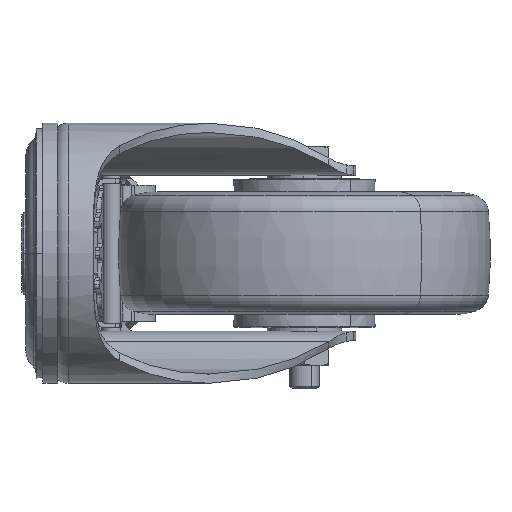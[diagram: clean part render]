
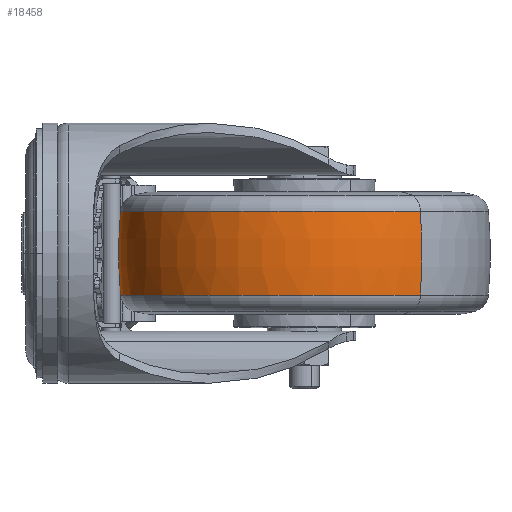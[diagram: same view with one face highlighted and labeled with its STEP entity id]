
A CAD part, left-side view. The second image highlights one B-rep face of the part: STEP entity #18458.
In plain terms, the highlighted toroidal (fillet/blend) face has major radius 75 mm and minor radius 125 mm.
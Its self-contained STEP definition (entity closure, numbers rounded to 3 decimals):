
#126 = TOROIDAL_SURFACE ( 'NONE', #39742, -75., 125. ) ;
#224 = DIRECTION ( 'NONE',  ( 0., 0., -1. ) ) ;
#765 = VERTEX_POINT ( 'NONE', #65324 ) ;
#1890 = CARTESIAN_POINT ( 'NONE',  ( -20.184, -123.324, 0. ) ) ;
#3770 = VERTEX_POINT ( 'NONE', #10307 ) ;
#3897 = CIRCLE ( 'NONE', #23196, 49.492 ) ;
#5995 = CIRCLE ( 'NONE', #45586, 125. ) ;
#6740 = VERTEX_POINT ( 'NONE', #39584 ) ;
#10307 = CARTESIAN_POINT ( 'NONE',  ( -0.396, -107.229, -11.255 ) ) ;
#12267 = DIRECTION ( 'NONE',  ( -0.631, 0.776, 0. ) ) ;
#14247 = EDGE_CURVE ( 'NONE', #6740, #54462, #25549, .T. ) ;
#14374 = AXIS2_PLACEMENT_3D ( 'NONE', #41773, #31178, #19546 ) ;
#15392 = AXIS2_PLACEMENT_3D ( 'NONE', #52586, #36387, #41351 ) ;
#18458 = ADVANCED_FACE ( 'NONE', ( #42423 ), #126, .T. ) ;
#19546 = DIRECTION ( 'NONE',  ( 0.776, 0.631, 0. ) ) ;
#19787 = DIRECTION ( 'NONE',  ( 0., 0., -1. ) ) ;
#21894 = EDGE_CURVE ( 'NONE', #3770, #765, #3897, .T. ) ;
#23084 = EDGE_CURVE ( 'NONE', #6740, #3770, #51370, .T. ) ;
#23196 = AXIS2_PLACEMENT_3D ( 'NONE', #35671, #19787, #30041 ) ;
#25549 = CIRCLE ( 'NONE', #15392, 49.492 ) ;
#30041 = DIRECTION ( 'NONE',  ( -0.776, -0.631, 0. ) ) ;
#31178 = DIRECTION ( 'NONE',  ( 0.631, -0.776, 0. ) ) ;
#31469 = CARTESIAN_POINT ( 'NONE',  ( 38., -76., 0. ) ) ;
#32333 = ORIENTED_EDGE ( 'NONE', *, *, #14247, .T. ) ;
#33125 = DIRECTION ( 'NONE',  ( -0.776, -0.631, 0. ) ) ;
#35671 = CARTESIAN_POINT ( 'NONE',  ( 38., -76., -11.255 ) ) ;
#35863 = CARTESIAN_POINT ( 'NONE',  ( 76.396, -44.771, 11.255 ) ) ;
#36387 = DIRECTION ( 'NONE',  ( 0., 0., -1. ) ) ;
#37115 = ORIENTED_EDGE ( 'NONE', *, *, #68505, .T. ) ;
#39584 = CARTESIAN_POINT ( 'NONE',  ( -0.396, -107.229, 11.255 ) ) ;
#39742 = AXIS2_PLACEMENT_3D ( 'NONE', #31469, #224, #47344 ) ;
#41351 = DIRECTION ( 'NONE',  ( -0.776, -0.631, 0. ) ) ;
#41773 = CARTESIAN_POINT ( 'NONE',  ( 96.184, -28.676, 0. ) ) ;
#42423 = FACE_OUTER_BOUND ( 'NONE', #64297, .T. ) ;
#43909 = ORIENTED_EDGE ( 'NONE', *, *, #21894, .F. ) ;
#45586 = AXIS2_PLACEMENT_3D ( 'NONE', #1890, #12267, #33125 ) ;
#47344 = DIRECTION ( 'NONE',  ( -0.776, -0.631, 0. ) ) ;
#51370 = CIRCLE ( 'NONE', #14374, 125. ) ;
#52586 = CARTESIAN_POINT ( 'NONE',  ( 38., -76., 11.255 ) ) ;
#54462 = VERTEX_POINT ( 'NONE', #35863 ) ;
#64297 = EDGE_LOOP ( 'NONE', ( #32333, #37115, #43909, #65624 ) ) ;
#65324 = CARTESIAN_POINT ( 'NONE',  ( 76.396, -44.771, -11.255 ) ) ;
#65624 = ORIENTED_EDGE ( 'NONE', *, *, #23084, .F. ) ;
#68505 = EDGE_CURVE ( 'NONE', #54462, #765, #5995, .T. ) ;
